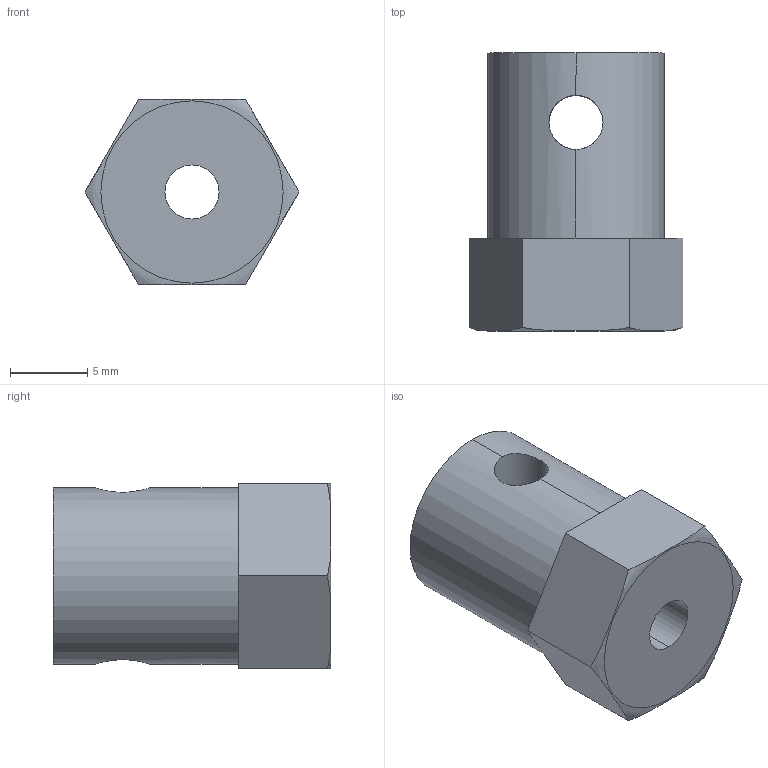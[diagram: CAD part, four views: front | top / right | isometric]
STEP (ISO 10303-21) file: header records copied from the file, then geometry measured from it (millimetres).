
FILE_DESCRIPTION (( 'STEP AP203' ), '1' );
FILE_NAME ('囀噤6傻薊粣ん.STEP', '2022-10-27T09:14:56', ( '' ), ( '' ), 'SwSTEP 2.0', 'SolidWorks 2021', '' );
FILE_SCHEMA (( 'CONFIG_CONTROL_DESIGN' ));
Length unit declared in the file: millimetre
Products named in the file (1): 囀噤6傻薊粣ん
Bounding box: 13.86 x 18 x 12 mm (x, y, z)
Volume: 1522.4 mm3; surface area: 1222.3 mm2
Topology: 1 solids, 1 shells, 22 faces, 66 edges, 44 vertices
Faces by surface type: cylinder 10, plane 10, torus 2
Entity records: 1083 total; most frequent: CARTESIAN_POINT 429, ORIENTED_EDGE 132, DIRECTION 104, EDGE_CURVE 66, VERTEX_POINT 44, AXIS2_PLACEMENT_3D 39, EDGE_LOOP 26, VECTOR 26
